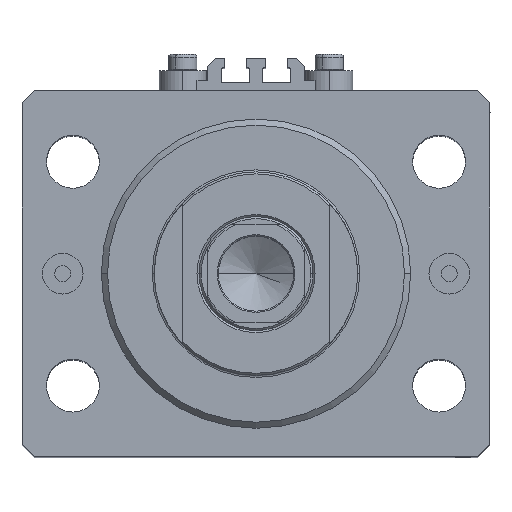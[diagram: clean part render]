
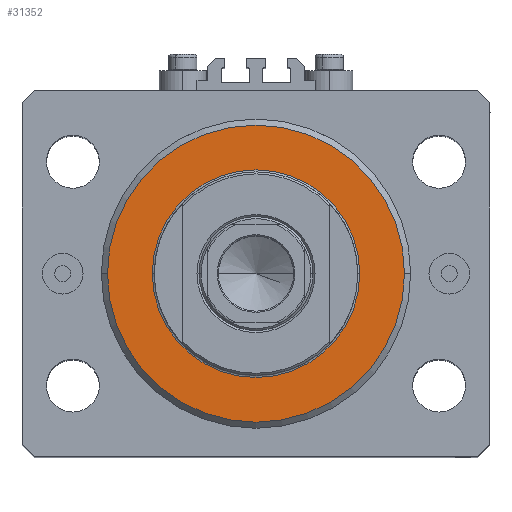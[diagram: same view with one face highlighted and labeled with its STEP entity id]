
A CAD part, top view. The second image highlights one B-rep face of the part: STEP entity #31352.
In plain terms, the highlighted face is planar.
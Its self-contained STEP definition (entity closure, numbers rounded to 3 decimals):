
#1025 = DIRECTION ( 'NONE',  ( 0., 0., 1. ) ) ;
#1272 = AXIS2_PLACEMENT_3D ( 'NONE', #7314, #22144, #11139 ) ;
#3174 = VERTEX_POINT ( 'NONE', #41216 ) ;
#3528 = CARTESIAN_POINT ( 'NONE',  ( 0., 0., 0. ) ) ;
#3986 = FACE_OUTER_BOUND ( 'NONE', #16975, .T. ) ;
#4746 = EDGE_CURVE ( 'NONE', #18666, #3174, #19980, .T. ) ;
#5611 = AXIS2_PLACEMENT_3D ( 'NONE', #34861, #16480, #24367 ) ;
#7097 = VERTEX_POINT ( 'NONE', #38611 ) ;
#7314 = CARTESIAN_POINT ( 'NONE',  ( 0., 0., 0. ) ) ;
#8007 = DIRECTION ( 'NONE',  ( 0., 0., 1. ) ) ;
#8886 = CARTESIAN_POINT ( 'NONE',  ( 0., 0., 0. ) ) ;
#11139 = DIRECTION ( 'NONE',  ( 1., 0., 0. ) ) ;
#13274 = AXIS2_PLACEMENT_3D ( 'NONE', #3528, #14989, #21935 ) ;
#13930 = ORIENTED_EDGE ( 'NONE', *, *, #15172, .T. ) ;
#14910 = ORIENTED_EDGE ( 'NONE', *, *, #20195, .T. ) ;
#14959 = PLANE ( 'NONE',  #1272 ) ;
#14989 = DIRECTION ( 'NONE',  ( 0., 0., -1. ) ) ;
#15172 = EDGE_CURVE ( 'NONE', #3174, #18666, #28914, .T. ) ;
#15173 = AXIS2_PLACEMENT_3D ( 'NONE', #36897, #8007, #37136 ) ;
#15289 = ORIENTED_EDGE ( 'NONE', *, *, #21428, .T. ) ;
#16480 = DIRECTION ( 'NONE',  ( 0., 0., -1. ) ) ;
#16975 = EDGE_LOOP ( 'NONE', ( #15289, #14910 ) ) ;
#17089 = CIRCLE ( 'NONE', #13274, 36.5 ) ;
#18666 = VERTEX_POINT ( 'NONE', #28656 ) ;
#19187 = CARTESIAN_POINT ( 'NONE',  ( -36.5, 0., 0. ) ) ;
#19980 = CIRCLE ( 'NONE', #26094, 25.5 ) ;
#20195 = EDGE_CURVE ( 'NONE', #26329, #7097, #26218, .T. ) ;
#21428 = EDGE_CURVE ( 'NONE', #7097, #26329, #17089, .T. ) ;
#21935 = DIRECTION ( 'NONE',  ( 1., 0., 0. ) ) ;
#22144 = DIRECTION ( 'NONE',  ( 0., 0., 1. ) ) ;
#22941 = EDGE_LOOP ( 'NONE', ( #30790, #13930 ) ) ;
#23472 = DIRECTION ( 'NONE',  ( 1., 0., 0. ) ) ;
#24367 = DIRECTION ( 'NONE',  ( 1., 0., 0. ) ) ;
#26094 = AXIS2_PLACEMENT_3D ( 'NONE', #8886, #1025, #23472 ) ;
#26218 = CIRCLE ( 'NONE', #5611, 36.5 ) ;
#26329 = VERTEX_POINT ( 'NONE', #19187 ) ;
#28656 = CARTESIAN_POINT ( 'NONE',  ( 25.5, 0., 0. ) ) ;
#28914 = CIRCLE ( 'NONE', #15173, 25.5 ) ;
#30790 = ORIENTED_EDGE ( 'NONE', *, *, #4746, .T. ) ;
#31352 = ADVANCED_FACE ( 'NONE', ( #40256, #3986 ), #14959, .F. ) ;
#34861 = CARTESIAN_POINT ( 'NONE',  ( 0., 0., 0. ) ) ;
#36897 = CARTESIAN_POINT ( 'NONE',  ( 0., 0., 0. ) ) ;
#37136 = DIRECTION ( 'NONE',  ( 1., 0., 0. ) ) ;
#38611 = CARTESIAN_POINT ( 'NONE',  ( 36.5, 0., 0. ) ) ;
#40256 = FACE_BOUND ( 'NONE', #22941, .T. ) ;
#41216 = CARTESIAN_POINT ( 'NONE',  ( -25.5, 0., 0. ) ) ;
